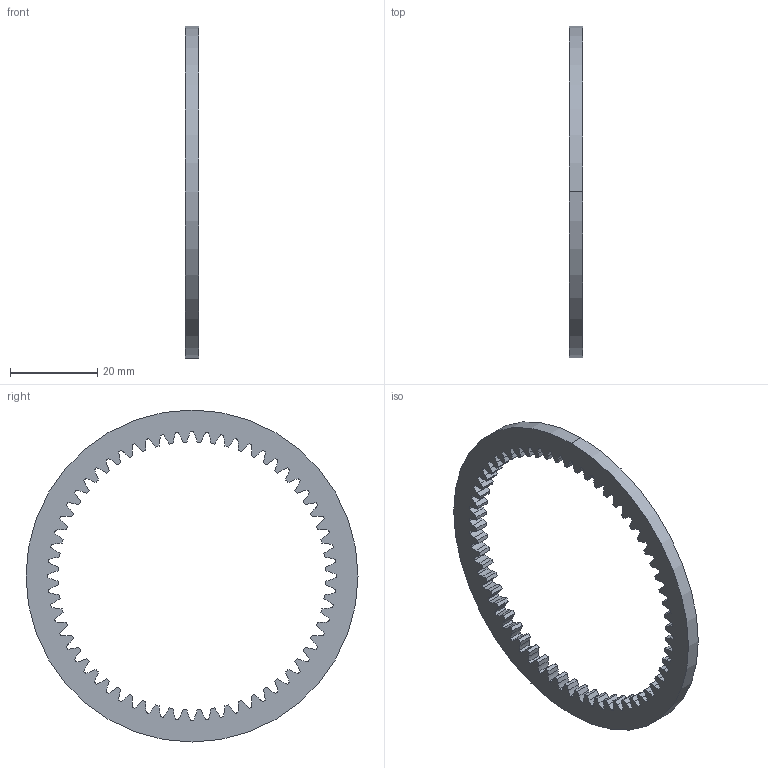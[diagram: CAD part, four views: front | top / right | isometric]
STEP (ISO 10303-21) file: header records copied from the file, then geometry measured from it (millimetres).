
FILE_DESCRIPTION((''),'2;1');
FILE_NAME('171','2019-04-23T',('SYSTEM'),(''),'PRO/ENGINEER BY PARAMETRIC TECHNOLOGY CORPORATION, 2016360','PRO/ENGINEER BY PARAMETRIC TECHNOLOGY CORPORATION, 2016360','');
FILE_SCHEMA(('AUTOMOTIVE_DESIGN { 1 0 10303 214 1 1 1 1 }'));
Length unit declared in the file: inch
Products named in the file (1): 171
Bounding box: 3.17 x 76.15 x 76.15 mm (x, y, z)
Volume: 4352.8 mm3; surface area: 4751.9 mm2
Topology: 1 solids, 1 shells, 364 faces, 1086 edges, 724 vertices
Faces by surface type: plane 122, cylinder 122, extrusion 120
Entity records: 14871 total; most frequent: CARTESIAN_POINT 4996, ORIENTED_EDGE 2172, DIRECTION 1698, EDGE_CURVE 1086, VERTEX_POINT 724, VECTOR 722, LINE 602, AXIS2_PLACEMENT_3D 488
